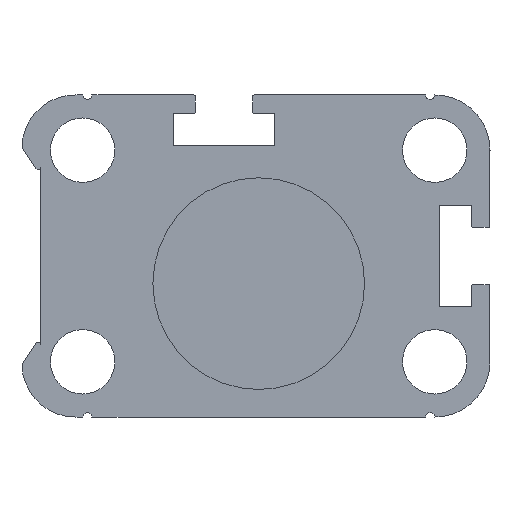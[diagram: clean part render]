
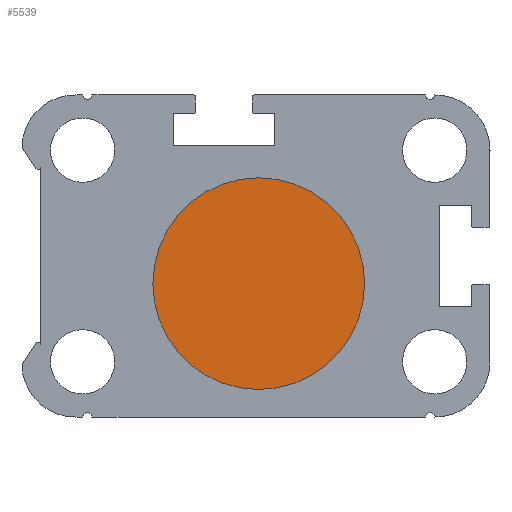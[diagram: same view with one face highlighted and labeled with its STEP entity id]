
A CAD part, left-side view. The second image highlights one B-rep face of the part: STEP entity #5539.
In plain terms, the highlighted planar face has unit normal (-1, 0, 0).
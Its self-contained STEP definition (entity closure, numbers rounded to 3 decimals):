
#1543 = DIRECTION ( 'NONE',  ( 1., 0., 0. ) ) ;
#2191 = DIRECTION ( 'NONE',  ( 0., 0., -1. ) ) ;
#4995 = VERTEX_POINT ( 'NONE', #22209 ) ;
#5539 = ADVANCED_FACE ( 'NONE', ( #21070 ), #9503, .F. ) ;
#5887 = ORIENTED_EDGE ( 'NONE', *, *, #8829, .F. ) ;
#7708 = VERTEX_POINT ( 'NONE', #17854 ) ;
#8165 = AXIS2_PLACEMENT_3D ( 'NONE', #20432, #13163, #2191 ) ;
#8829 = EDGE_CURVE ( 'NONE', #4995, #7708, #10110, .T. ) ;
#9503 = PLANE ( 'NONE',  #8165 ) ;
#10110 = CIRCLE ( 'NONE', #22422, 11.5 ) ;
#10451 = CARTESIAN_POINT ( 'NONE',  ( -8., 1477.086, -2997.37 ) ) ;
#11263 = AXIS2_PLACEMENT_3D ( 'NONE', #12524, #1543, #14366 ) ;
#12305 = DIRECTION ( 'NONE',  ( 0., 0., -1. ) ) ;
#12524 = CARTESIAN_POINT ( 'NONE',  ( -8., 1477.086, -2997.37 ) ) ;
#13048 = CIRCLE ( 'NONE', #11263, 11.5 ) ;
#13163 = DIRECTION ( 'NONE',  ( 1., 0., 0. ) ) ;
#14366 = DIRECTION ( 'NONE',  ( 0., 0., -1. ) ) ;
#17854 = CARTESIAN_POINT ( 'NONE',  ( -8., 1477.086, -2985.87 ) ) ;
#17899 = EDGE_LOOP ( 'NONE', ( #5887, #20521 ) ) ;
#20432 = CARTESIAN_POINT ( 'NONE',  ( -8., 1477.086, -2997.37 ) ) ;
#20521 = ORIENTED_EDGE ( 'NONE', *, *, #21880, .F. ) ;
#21070 = FACE_OUTER_BOUND ( 'NONE', #17899, .T. ) ;
#21880 = EDGE_CURVE ( 'NONE', #7708, #4995, #13048, .T. ) ;
#22209 = CARTESIAN_POINT ( 'NONE',  ( -8., 1477.086, -3008.87 ) ) ;
#22422 = AXIS2_PLACEMENT_3D ( 'NONE', #10451, #23230, #12305 ) ;
#23230 = DIRECTION ( 'NONE',  ( 1., 0., 0. ) ) ;
